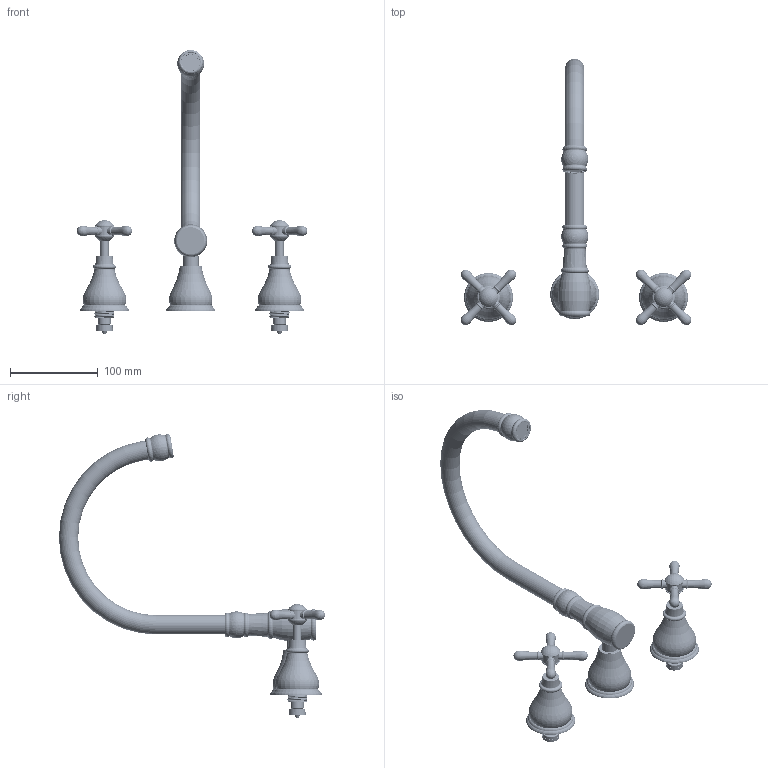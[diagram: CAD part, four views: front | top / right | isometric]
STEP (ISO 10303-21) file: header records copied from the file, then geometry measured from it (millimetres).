
FILE_DESCRIPTION (( 'STEP AP203' ), '1' );
FILE_NAME ('MV1015CH.STEP', '2020-03-02T04:09:58', ( 'Windows 蚚誧' ), ( '' ), 'SwSTEP 2.0', 'SolidWorks 2019', '' );
FILE_SCHEMA (( 'CONFIG_CONTROL_DESIGN' ));
Length unit declared in the file: millimetre
Products named in the file (41): MV邧參坋趼忒謫釱; MV1015CH; 15x1.5 O型圈; 囀鞠褒潑芛蹟佪M5x12 (G12090G00); 砦阨郋郪; M16X1 22奪爾諉簽; MVХ宒唌詰奪釱; MV22堤阨奪蟀諉璃; MV堤阨諳; 入墙式厨房管座组; MVХ宒報滇蟀諉奪; MV双把入墙钟罩; M16x1 22奪爾諉芛; G5-8砦阨郋极; MV十字手柄 - 入墙; 囀鞠褒潑芛蹟佪M5x8  (G12096G00); 22報滇埴俔ㄗ爾諉ㄘ; 鞣羲42詢概裔 J05007C00; 入墙浴缸管座组; 17x2 O型圈; MV邧參醱髓笘欶釱; MV1014ACH; MV堤阨諳ㄗ郪ㄘ; MV坋趼忒梟裝; 臟賙M21.5X1堤阨厙; MVХ宒報滇奪釱; 15x1.5 O型圈-D14.5; MV22堤阨奪蟀諉璃ㄗ郪ㄘ; 22報滇埴俔爾諉奪; M4x4 囀鞠褒す傷蹟佪 (G12003G00); 報滇埴俔郪; 110鞣羲喳喘佪裝; 15x2.65 O型圈 (麦封配丝杆); 110慢开插齿G58阀芯（42阀盖） - 入墙; 28.5X22.5X1.5綻祧菜え; MV1070CH; G5-8砦阨郋砎蝶え; 13x2   O型圈 -阀盖
Assembly tree (66 placements, depth 5):
  MV1015CH
    MV1070CH
      110慢开插齿G58阀芯（42阀盖） - 入墙
        鞣羲42詢概裔 J05007C00
        110鞣羲喳喘佪裝
        15x2.65 O型圈 (麦封配丝杆)  x2
        砦阨郋郪
          G5-8砦阨郋极
          G5-8砦阨郋砎蝶え
        28.5X22.5X1.5綻祧菜え
      110慢开插齿G58阀芯（42阀盖） - 入墙
        鞣羲42詢概裔 J05007C00
        110鞣羲喳喘佪裝
        15x2.65 O型圈 (麦封配丝杆)  x2
        砦阨郋郪
          G5-8砦阨郋极
          G5-8砦阨郋砎蝶え
        28.5X22.5X1.5綻祧菜え
      MV双把入墙钟罩  x2
      MV邧參醱髓笘欶釱  x2
      MV十字手柄 - 入墙
        MV邧參坋趼忒謫釱
        MV坋趼忒梟裝  x4
        囀鞠褒潑芛蹟佪M5x8  (G12096G00)  x3
        囀鞠褒潑芛蹟佪M5x12 (G12090G00)
      MV十字手柄 - 入墙
        MV邧參坋趼忒謫釱
        MV坋趼忒梟裝  x4
        囀鞠褒潑芛蹟佪M5x8  (G12096G00)  x3
        囀鞠褒潑芛蹟佪M5x12 (G12090G00)
      13x2   O型圈 -阀盖  x2
    入墙式厨房管座组
      MVХ宒報滇奪釱
      MVХ宒報滇蟀諉奪
      入墙浴缸管座组
        MVХ宒唌詰奪釱
        MV邧參醱髓笘欶釱
      15x1.5 O型圈-D14.5
      15x1.5 O型圈
      M4x4 囀鞠褒す傷蹟佪 (G12003G00)
    MV1014ACH
      MV堤阨諳ㄗ郪ㄘ
        MV堤阨諳
        臟賙M21.5X1堤阨厙
      報滇埴俔郪
        MV22堤阨奪蟀諉璃ㄗ郪ㄘ
          MV22堤阨奪蟀諉璃
        22報滇埴俔ㄗ爾諉ㄘ
          22報滇埴俔爾諉奪
          M16X1 22奪爾諉簽
          M16x1 22奪爾諉芛
        17x2 O型圈
Bounding box: 263.32 x 304 x 324.71 mm (x, y, z)
Volume: 247844.1 mm3; surface area: 202180.7 mm2
Topology: 53 solids, 53 shells, 2743 faces, 7309 edges, 4710 vertices
Faces by surface type: cylinder 1332, plane 545, cone 293, torus 288, bspline 273, sphere 12
Entity records: 108867 total; most frequent: CARTESIAN_POINT 72949, ORIENTED_EDGE 7248, DIRECTION 5751, EDGE_CURVE 3624, VERTEX_POINT 2354, AXIS2_PLACEMENT_3D 2317, EDGE_LOOP 1502, FACE_OUTER_BOUND 1389
